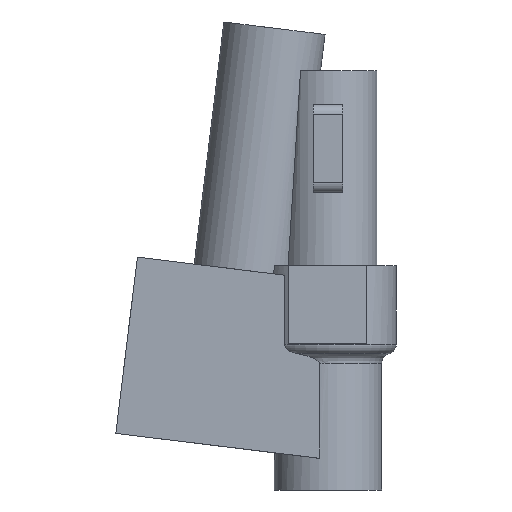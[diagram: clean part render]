
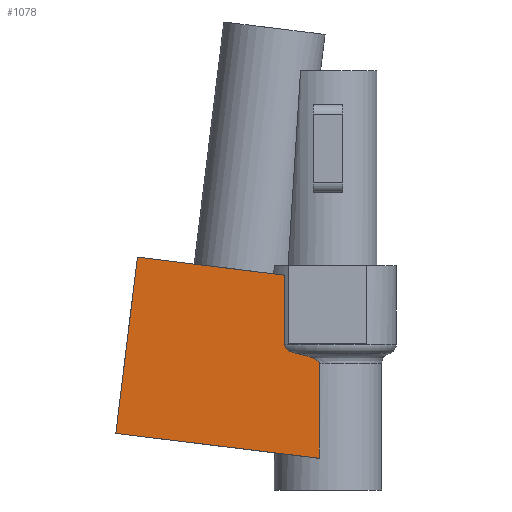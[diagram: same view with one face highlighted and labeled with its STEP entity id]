
A CAD part, left-side view. The second image highlights one B-rep face of the part: STEP entity #1078.
In plain terms, the highlighted planar face has unit normal (-1, 0, 0).
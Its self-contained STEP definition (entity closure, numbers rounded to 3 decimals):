
#16=B_SPLINE_CURVE_WITH_KNOTS('',3,(#1725,#1726,#1727,#1728,#1729,#1730,
#1731,#1732,#1733,#1734),.UNSPECIFIED.,.F.,.F.,(4,2,2,2,4),(0.243,
0.383,0.452,0.468,0.477),
 .UNSPECIFIED.);
#17=B_SPLINE_CURVE_WITH_KNOTS('',3,(#1735,#1736,#1737,#1738,#1739,#1740,
#1741,#1742,#1743,#1744),.UNSPECIFIED.,.F.,.F.,(4,2,2,2,4),(0.459,
0.49,0.529,0.584,0.628),
 .UNSPECIFIED.);
#76=PLANE('',#1160);
#125=FACE_OUTER_BOUND('',#190,.T.);
#190=EDGE_LOOP('',(#873,#874,#875,#876,#877,#878,#879,#880));
#286=LINE('',#1702,#390);
#293=LINE('',#1716,#397);
#294=LINE('',#1717,#398);
#295=LINE('',#1719,#399);
#296=LINE('',#1721,#400);
#297=LINE('',#1723,#401);
#390=VECTOR('',#1380,10.);
#397=VECTOR('',#1389,10.);
#398=VECTOR('',#1390,10.);
#399=VECTOR('',#1391,10.);
#400=VECTOR('',#1392,10.);
#401=VECTOR('',#1393,10.);
#524=VERTEX_POINT('',#1700);
#525=VERTEX_POINT('',#1701);
#530=VERTEX_POINT('',#1714);
#531=VERTEX_POINT('',#1715);
#532=VERTEX_POINT('',#1718);
#533=VERTEX_POINT('',#1720);
#534=VERTEX_POINT('',#1722);
#535=VERTEX_POINT('',#1724);
#652=EDGE_CURVE('',#524,#525,#286,.T.);
#659=EDGE_CURVE('',#530,#531,#293,.T.);
#660=EDGE_CURVE('',#525,#530,#294,.T.);
#661=EDGE_CURVE('',#524,#532,#295,.T.);
#662=EDGE_CURVE('',#533,#532,#296,.T.);
#663=EDGE_CURVE('',#534,#533,#297,.T.);
#664=EDGE_CURVE('',#535,#534,#16,.T.);
#665=EDGE_CURVE('',#531,#535,#17,.T.);
#873=ORIENTED_EDGE('',*,*,#659,.F.);
#874=ORIENTED_EDGE('',*,*,#660,.F.);
#875=ORIENTED_EDGE('',*,*,#652,.F.);
#876=ORIENTED_EDGE('',*,*,#661,.T.);
#877=ORIENTED_EDGE('',*,*,#662,.F.);
#878=ORIENTED_EDGE('',*,*,#663,.F.);
#879=ORIENTED_EDGE('',*,*,#664,.F.);
#880=ORIENTED_EDGE('',*,*,#665,.F.);
#1078=ADVANCED_FACE('',(#125),#76,.T.);
#1160=AXIS2_PLACEMENT_3D('',#1713,#1387,#1388);
#1380=DIRECTION('',(0.,-0.122,0.993));
#1387=DIRECTION('center_axis',(-1.,0.,0.));
#1388=DIRECTION('ref_axis',(0.,-0.993,-0.122));
#1389=DIRECTION('',(0.,0.,-1.));
#1390=DIRECTION('',(0.,-0.993,-0.122));
#1391=DIRECTION('',(0.,-0.993,-0.122));
#1392=DIRECTION('',(0.,0.122,-0.993));
#1393=DIRECTION('',(0.,0.,-1.));
#1700=CARTESIAN_POINT('',(-5.43,21.746,5.808));
#1701=CARTESIAN_POINT('',(-5.43,19.528,23.872));
#1702=CARTESIAN_POINT('',(-5.43,19.772,21.887));
#1713=CARTESIAN_POINT('Origin',(-5.43,19.772,21.887));
#1714=CARTESIAN_POINT('',(-5.43,4.418,22.017));
#1715=CARTESIAN_POINT('',(-5.43,4.418,14.936));
#1716=CARTESIAN_POINT('',(-5.43,4.418,22.));
#1717=CARTESIAN_POINT('',(-5.43,3.648,21.922));
#1718=CARTESIAN_POINT('',(-5.43,0.903,3.248));
#1719=CARTESIAN_POINT('',(-5.43,5.866,3.858));
#1720=CARTESIAN_POINT('',(-5.43,0.875,3.477));
#1721=CARTESIAN_POINT('',(-5.43,-1.071,19.328));
#1722=CARTESIAN_POINT('',(-5.43,0.875,13.));
#1723=CARTESIAN_POINT('',(-5.43,0.875,0.));
#1724=CARTESIAN_POINT('',(-5.43,3.095,13.968));
#1725=CARTESIAN_POINT('Ctrl Pts',(-5.43,3.095,13.968));
#1726=CARTESIAN_POINT('Ctrl Pts',(-5.43,2.602,13.905));
#1727=CARTESIAN_POINT('Ctrl Pts',(-5.43,2.088,13.75));
#1728=CARTESIAN_POINT('Ctrl Pts',(-5.43,1.444,13.479));
#1729=CARTESIAN_POINT('Ctrl Pts',(-5.43,1.191,13.364));
#1730=CARTESIAN_POINT('Ctrl Pts',(-5.43,0.972,13.183));
#1731=CARTESIAN_POINT('Ctrl Pts',(-5.43,0.928,13.139));
#1732=CARTESIAN_POINT('Ctrl Pts',(-5.43,0.886,13.067));
#1733=CARTESIAN_POINT('Ctrl Pts',(-5.43,0.875,13.031));
#1734=CARTESIAN_POINT('Ctrl Pts',(-5.43,0.875,13.));
#1735=CARTESIAN_POINT('Ctrl Pts',(-5.43,4.418,14.936));
#1736=CARTESIAN_POINT('Ctrl Pts',(-5.43,4.418,14.835));
#1737=CARTESIAN_POINT('Ctrl Pts',(-5.43,4.386,14.716));
#1738=CARTESIAN_POINT('Ctrl Pts',(-5.43,4.279,14.511));
#1739=CARTESIAN_POINT('Ctrl Pts',(-5.43,4.173,14.397));
#1740=CARTESIAN_POINT('Ctrl Pts',(-5.43,3.923,14.206));
#1741=CARTESIAN_POINT('Ctrl Pts',(-5.43,3.72,14.115));
#1742=CARTESIAN_POINT('Ctrl Pts',(-5.43,3.405,14.02));
#1743=CARTESIAN_POINT('Ctrl Pts',(-5.43,3.251,13.988));
#1744=CARTESIAN_POINT('Ctrl Pts',(-5.43,3.095,13.968));
